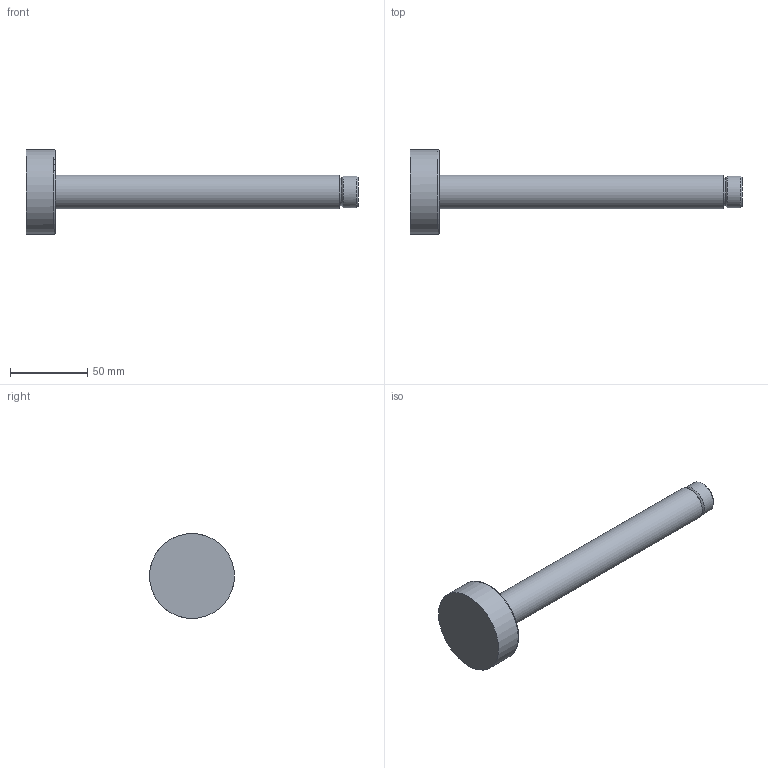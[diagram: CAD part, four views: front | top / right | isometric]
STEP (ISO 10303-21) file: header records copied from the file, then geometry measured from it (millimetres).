
FILE_DESCRIPTION(/* description */ (''),/* implementation_level */ '2;1');
FILE_NAME(/* name */ '3D_TVC000453520_Universal (1).step',/* time_stamp */ '2022-12-07T08:48:59+01:00',/* author */ (''),/* organization */ (''),/* preprocessor_version */ 'ST-DEVELOPER v19.2',/* originating_system */ 'Autodesk Translation Framework v11.17.0.187',/* authorisation */ '');
FILE_SCHEMA (('AUTOMOTIVE_DESIGN { 1 0 10303 214 3 1 1 }'));
Length unit declared in the file: millimetre
Products named in the file (4): (Nicht gespeichert); MA-RB035CP; STCB0142-P1-1; STWR0085-1-XX
Assembly tree (3 placements, depth 2):
  (Nicht gespeichert)
    MA-RB035CP
    STCB0142-P1-1
    STWR0085-1-XX
Bounding box: 215 x 55 x 55 mm (x, y, z)
Volume: 124460.5 mm3; surface area: 23453.1 mm2
Topology: 2 solids, 2 shells, 17 faces, 36 edges, 25 vertices
Faces by surface type: plane 8, cylinder 4, cone 2, torus 2, bspline 1
Full cylindrical faces by diameter (mm): 18 x1, 20.6 x1, 22 x1, 55 x1
Entity records: 1033 total; most frequent: CARTESIAN_POINT 529, DIRECTION 101, ORIENTED_EDGE 72, AXIS2_PLACEMENT_3D 46, EDGE_CURVE 36, VERTEX_POINT 25, CIRCLE 23, EDGE_LOOP 19
